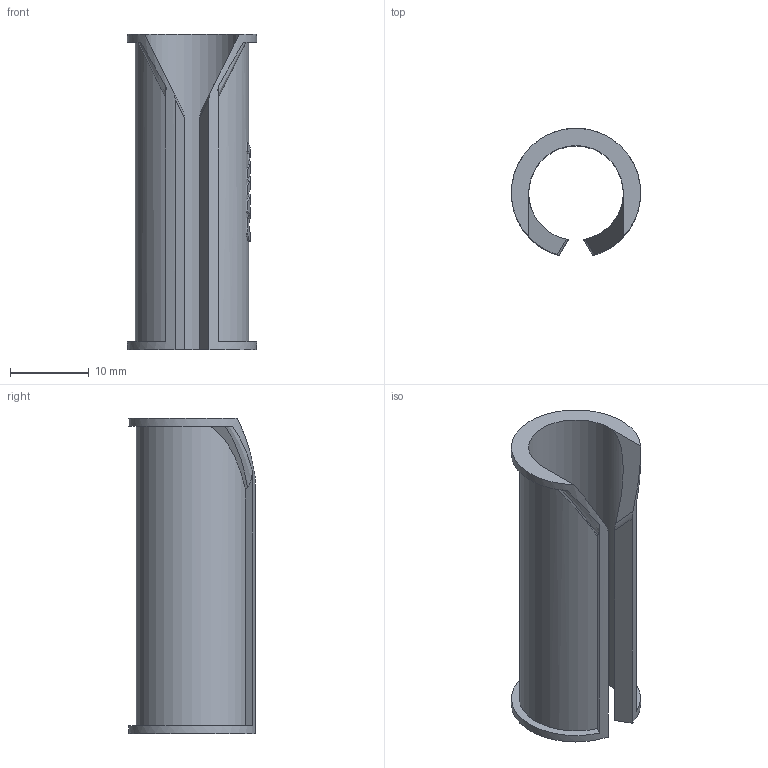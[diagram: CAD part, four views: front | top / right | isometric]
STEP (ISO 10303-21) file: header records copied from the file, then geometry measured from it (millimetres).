
FILE_DESCRIPTION( ( 'STEP AP203' ), '1' );
FILE_NAME( '全ねじ用マーカー.step', '2022-07-20T04:14:05', ( ' ' ), ( ' ' ), 'XStep 1.0', ' ', ' ' );
FILE_SCHEMA( ( 'CONFIG_CONTROL_DESIGN' ) );
Length unit declared in the file: millimetre
Products named in the file (1): 1
Bounding box: 16.4 x 16.11 x 40 mm (x, y, z)
Volume: 1986.7 mm3; surface area: 3537.8 mm2
Topology: 1 solids, 1 shells, 84 faces, 228 edges, 152 vertices
Faces by surface type: plane 71, cylinder 10, bspline 2, extrusion 1
Entity records: 2984 total; most frequent: CARTESIAN_POINT 731, DIRECTION 495, ORIENTED_EDGE 456, EDGE_CURVE 228, AXIS2_PLACEMENT_3D 196, VERTEX_POINT 152, VECTOR 103, LINE 102
